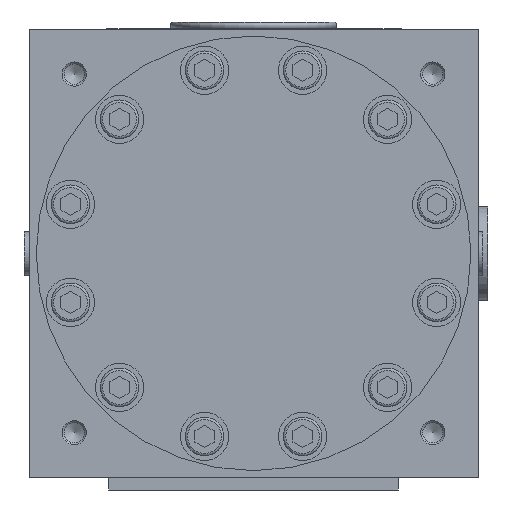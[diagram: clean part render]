
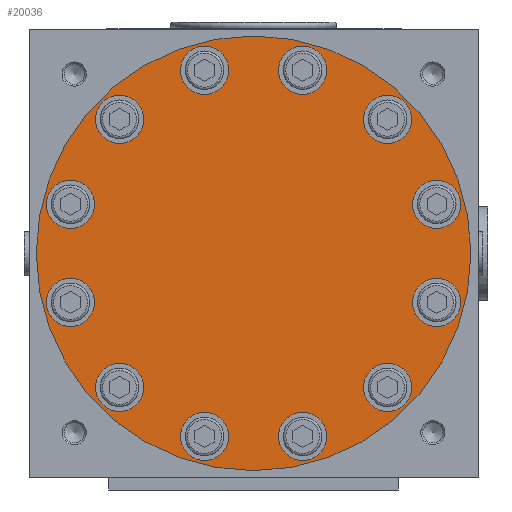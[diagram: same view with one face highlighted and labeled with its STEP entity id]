
A CAD part, front view. The second image highlights one B-rep face of the part: STEP entity #20036.
In plain terms, the highlighted planar face has unit normal (0, -1, 0).
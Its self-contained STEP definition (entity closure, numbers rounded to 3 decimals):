
#748=CIRCLE('',#21159,90.);
#749=CIRCLE('',#21161,10.);
#750=CIRCLE('',#21162,10.);
#751=CIRCLE('',#21163,10.);
#752=CIRCLE('',#21164,10.);
#753=CIRCLE('',#21165,10.);
#754=CIRCLE('',#21166,10.);
#755=CIRCLE('',#21167,10.);
#756=CIRCLE('',#21168,10.);
#757=CIRCLE('',#21169,10.);
#758=CIRCLE('',#21170,10.);
#759=CIRCLE('',#21171,10.);
#760=CIRCLE('',#21172,10.);
#1986=ORIENTED_EDGE('',*,*,#5467,.F.);
#1987=ORIENTED_EDGE('',*,*,#5468,.F.);
#1988=ORIENTED_EDGE('',*,*,#5469,.F.);
#1989=ORIENTED_EDGE('',*,*,#5470,.F.);
#1990=ORIENTED_EDGE('',*,*,#5471,.F.);
#1991=ORIENTED_EDGE('',*,*,#5472,.F.);
#1992=ORIENTED_EDGE('',*,*,#5473,.F.);
#1993=ORIENTED_EDGE('',*,*,#5474,.F.);
#1994=ORIENTED_EDGE('',*,*,#5475,.F.);
#1995=ORIENTED_EDGE('',*,*,#5476,.F.);
#1996=ORIENTED_EDGE('',*,*,#5477,.F.);
#1997=ORIENTED_EDGE('',*,*,#5478,.F.);
#1998=ORIENTED_EDGE('',*,*,#5466,.T.);
#5466=EDGE_CURVE('',#7252,#7252,#748,.T.);
#5467=EDGE_CURVE('',#7253,#7253,#749,.F.);
#5468=EDGE_CURVE('',#7254,#7254,#750,.F.);
#5469=EDGE_CURVE('',#7255,#7255,#751,.F.);
#5470=EDGE_CURVE('',#7256,#7256,#752,.F.);
#5471=EDGE_CURVE('',#7257,#7257,#753,.F.);
#5472=EDGE_CURVE('',#7258,#7258,#754,.F.);
#5473=EDGE_CURVE('',#7259,#7259,#755,.F.);
#5474=EDGE_CURVE('',#7260,#7260,#756,.F.);
#5475=EDGE_CURVE('',#7261,#7261,#757,.F.);
#5476=EDGE_CURVE('',#7262,#7262,#758,.F.);
#5477=EDGE_CURVE('',#7263,#7263,#759,.F.);
#5478=EDGE_CURVE('',#7264,#7264,#760,.F.);
#7252=VERTEX_POINT('',#27908);
#7253=VERTEX_POINT('',#27911);
#7254=VERTEX_POINT('',#27913);
#7255=VERTEX_POINT('',#27915);
#7256=VERTEX_POINT('',#27917);
#7257=VERTEX_POINT('',#27919);
#7258=VERTEX_POINT('',#27921);
#7259=VERTEX_POINT('',#27923);
#7260=VERTEX_POINT('',#27925);
#7261=VERTEX_POINT('',#27927);
#7262=VERTEX_POINT('',#27929);
#7263=VERTEX_POINT('',#27931);
#7264=VERTEX_POINT('',#27933);
#10902=EDGE_LOOP('',(#1986));
#10903=EDGE_LOOP('',(#1987));
#10904=EDGE_LOOP('',(#1988));
#10905=EDGE_LOOP('',(#1989));
#10906=EDGE_LOOP('',(#1990));
#10907=EDGE_LOOP('',(#1991));
#10908=EDGE_LOOP('',(#1992));
#10909=EDGE_LOOP('',(#1993));
#10910=EDGE_LOOP('',(#1994));
#10911=EDGE_LOOP('',(#1995));
#10912=EDGE_LOOP('',(#1996));
#10913=EDGE_LOOP('',(#1997));
#10914=EDGE_LOOP('',(#1998));
#12349=FACE_BOUND('',#10902,.T.);
#12350=FACE_BOUND('',#10903,.T.);
#12351=FACE_BOUND('',#10904,.T.);
#12352=FACE_BOUND('',#10905,.T.);
#12353=FACE_BOUND('',#10906,.T.);
#12354=FACE_BOUND('',#10907,.T.);
#12355=FACE_BOUND('',#10908,.T.);
#12356=FACE_BOUND('',#10909,.T.);
#12357=FACE_BOUND('',#10910,.T.);
#12358=FACE_BOUND('',#10911,.T.);
#12359=FACE_BOUND('',#10912,.T.);
#12360=FACE_BOUND('',#10913,.T.);
#12361=FACE_BOUND('',#10914,.T.);
#13747=PLANE('',#21160);
#20036=ADVANCED_FACE('',(#12349,#12350,#12351,#12352,#12353,#12354,#12355,
#12356,#12357,#12358,#12359,#12360,#12361),#13747,.F.);
#21159=AXIS2_PLACEMENT_3D('',#27907,#23344,#23345);
#21160=AXIS2_PLACEMENT_3D('',#27909,#23346,#23347);
#21161=AXIS2_PLACEMENT_3D('',#27910,#23348,#23349);
#21162=AXIS2_PLACEMENT_3D('',#27912,#23350,#23351);
#21163=AXIS2_PLACEMENT_3D('',#27914,#23352,#23353);
#21164=AXIS2_PLACEMENT_3D('',#27916,#23354,#23355);
#21165=AXIS2_PLACEMENT_3D('',#27918,#23356,#23357);
#21166=AXIS2_PLACEMENT_3D('',#27920,#23358,#23359);
#21167=AXIS2_PLACEMENT_3D('',#27922,#23360,#23361);
#21168=AXIS2_PLACEMENT_3D('',#27924,#23362,#23363);
#21169=AXIS2_PLACEMENT_3D('',#27926,#23364,#23365);
#21170=AXIS2_PLACEMENT_3D('',#27928,#23366,#23367);
#21171=AXIS2_PLACEMENT_3D('',#27930,#23368,#23369);
#21172=AXIS2_PLACEMENT_3D('',#27932,#23370,#23371);
#23344=DIRECTION('',(0.,-1.,0.));
#23345=DIRECTION('',(0.,0.,-1.));
#23346=DIRECTION('',(0.,1.,0.));
#23347=DIRECTION('',(0.,0.,1.));
#23348=DIRECTION('',(0.,1.,0.));
#23349=DIRECTION('',(0.,0.,1.));
#23350=DIRECTION('',(0.,1.,0.));
#23351=DIRECTION('',(0.,0.,1.));
#23352=DIRECTION('',(0.,1.,0.));
#23353=DIRECTION('',(0.,0.,1.));
#23354=DIRECTION('',(0.,1.,0.));
#23355=DIRECTION('',(0.,0.,1.));
#23356=DIRECTION('',(0.,1.,0.));
#23357=DIRECTION('',(0.,0.,1.));
#23358=DIRECTION('',(0.,1.,0.));
#23359=DIRECTION('',(0.,0.,1.));
#23360=DIRECTION('',(0.,1.,0.));
#23361=DIRECTION('',(0.,0.,1.));
#23362=DIRECTION('',(0.,1.,0.));
#23363=DIRECTION('',(0.,0.,1.));
#23364=DIRECTION('',(0.,1.,0.));
#23365=DIRECTION('',(0.,0.,1.));
#23366=DIRECTION('',(0.,1.,0.));
#23367=DIRECTION('',(0.,0.,1.));
#23368=DIRECTION('',(0.,1.,0.));
#23369=DIRECTION('',(0.,0.,1.));
#23370=DIRECTION('',(0.,1.,0.));
#23371=DIRECTION('',(0.,0.,1.));
#27907=CARTESIAN_POINT('',(0.,-135.,0.));
#27908=CARTESIAN_POINT('',(0.,-135.,-90.));
#27909=CARTESIAN_POINT('',(0.,-135.,-90.));
#27910=CARTESIAN_POINT('',(-20.317,-135.,75.825));
#27911=CARTESIAN_POINT('',(-20.317,-135.,85.825));
#27912=CARTESIAN_POINT('',(-55.508,-135.,55.508));
#27913=CARTESIAN_POINT('',(-55.508,-135.,65.508));
#27914=CARTESIAN_POINT('',(-75.825,-135.,20.317));
#27915=CARTESIAN_POINT('',(-75.825,-135.,30.317));
#27916=CARTESIAN_POINT('',(-75.825,-135.,-20.317));
#27917=CARTESIAN_POINT('',(-75.825,-135.,-10.317));
#27918=CARTESIAN_POINT('',(-55.508,-135.,-55.508));
#27919=CARTESIAN_POINT('',(-55.508,-135.,-45.508));
#27920=CARTESIAN_POINT('',(-20.317,-135.,-75.825));
#27921=CARTESIAN_POINT('',(-20.317,-135.,-65.825));
#27922=CARTESIAN_POINT('',(20.317,-135.,-75.825));
#27923=CARTESIAN_POINT('',(20.317,-135.,-65.825));
#27924=CARTESIAN_POINT('',(55.508,-135.,-55.508));
#27925=CARTESIAN_POINT('',(55.508,-135.,-45.508));
#27926=CARTESIAN_POINT('',(75.825,-135.,-20.317));
#27927=CARTESIAN_POINT('',(75.825,-135.,-10.317));
#27928=CARTESIAN_POINT('',(75.825,-135.,20.317));
#27929=CARTESIAN_POINT('',(75.825,-135.,30.317));
#27930=CARTESIAN_POINT('',(55.508,-135.,55.508));
#27931=CARTESIAN_POINT('',(55.508,-135.,65.508));
#27932=CARTESIAN_POINT('',(20.317,-135.,75.825));
#27933=CARTESIAN_POINT('',(20.317,-135.,85.825));
